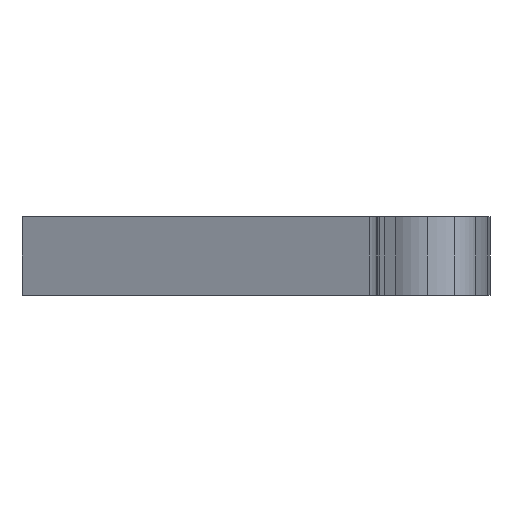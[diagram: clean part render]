
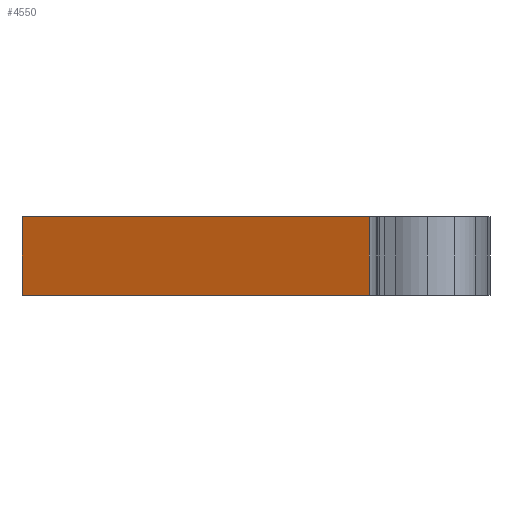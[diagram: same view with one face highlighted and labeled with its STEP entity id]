
A CAD part, left-side view. The second image highlights one B-rep face of the part: STEP entity #4550.
In plain terms, the highlighted planar face has unit normal (-0.933, 0.36, 0).
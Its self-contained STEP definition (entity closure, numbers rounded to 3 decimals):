
#60=PLANE('',#4989);
#241=FACE_OUTER_BOUND('',#477,.T.);
#477=EDGE_LOOP('',(#3378,#3379,#3380,#3381));
#787=LINE('',#7453,#1191);
#788=LINE('',#7456,#1192);
#789=LINE('',#7458,#1193);
#790=LINE('',#7459,#1194);
#1191=VECTOR('',#6036,10.);
#1192=VECTOR('',#6039,10.);
#1193=VECTOR('',#6040,10.);
#1194=VECTOR('',#6041,10.);
#1954=VERTEX_POINT('',#7449);
#1955=VERTEX_POINT('',#7451);
#1956=VERTEX_POINT('',#7455);
#1957=VERTEX_POINT('',#7457);
#2549=EDGE_CURVE('',#1954,#1955,#787,.T.);
#2550=EDGE_CURVE('',#1956,#1954,#788,.T.);
#2551=EDGE_CURVE('',#1957,#1955,#789,.T.);
#2552=EDGE_CURVE('',#1956,#1957,#790,.T.);
#3378=ORIENTED_EDGE('',*,*,#2550,.T.);
#3379=ORIENTED_EDGE('',*,*,#2549,.T.);
#3380=ORIENTED_EDGE('',*,*,#2551,.F.);
#3381=ORIENTED_EDGE('',*,*,#2552,.F.);
#4550=ADVANCED_FACE('',(#241),#60,.T.);
#4989=AXIS2_PLACEMENT_3D('',#7454,#6037,#6038);
#6036=DIRECTION('',(0.,0.,1.));
#6037=DIRECTION('center_axis',(-0.933,0.36,0.));
#6038=DIRECTION('ref_axis',(-0.36,-0.933,0.));
#6039=DIRECTION('',(-0.36,-0.933,0.));
#6040=DIRECTION('',(-0.36,-0.933,0.));
#6041=DIRECTION('',(0.,0.,1.));
#7449=CARTESIAN_POINT('',(-20.9,-1.7,0.));
#7451=CARTESIAN_POINT('',(-20.9,-1.7,1.));
#7453=CARTESIAN_POINT('',(-20.9,-1.7,0.));
#7454=CARTESIAN_POINT('Origin',(-19.2,2.7,0.));
#7455=CARTESIAN_POINT('',(-19.2,2.7,0.));
#7456=CARTESIAN_POINT('',(-19.2,2.7,0.));
#7457=CARTESIAN_POINT('',(-19.2,2.7,1.));
#7458=CARTESIAN_POINT('',(-19.2,2.7,1.));
#7459=CARTESIAN_POINT('',(-19.2,2.7,0.));
